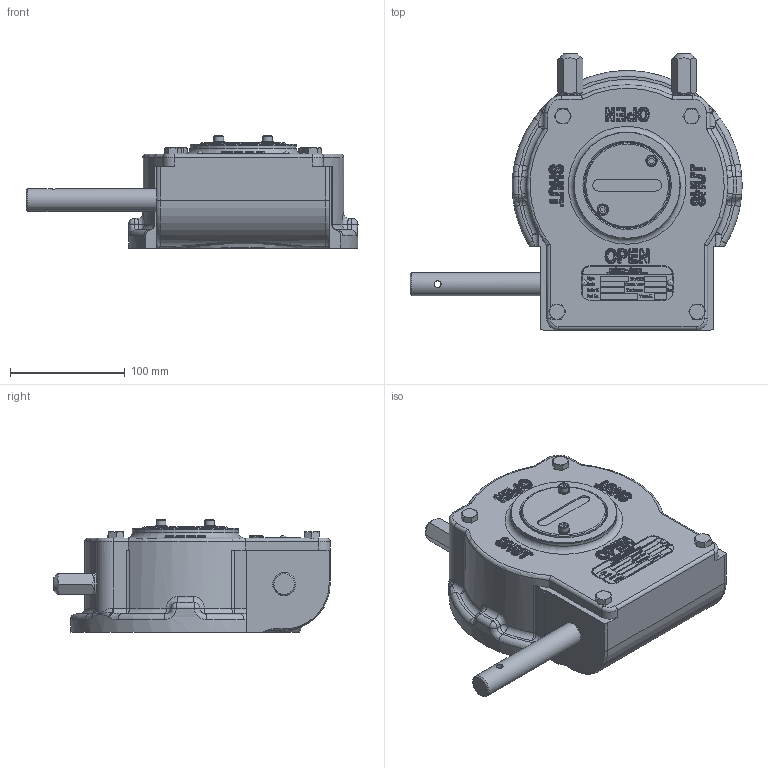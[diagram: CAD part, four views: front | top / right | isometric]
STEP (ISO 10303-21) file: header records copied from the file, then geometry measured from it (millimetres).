
FILE_DESCRIPTION(/* description */ ('Unknown'),/* implementation_level */ '2;1');
FILE_NAME(/* name */ 'AB880SS RH r01',/* time_stamp */ '2018-07-13T07:55:33+02:00',/* author */ ('Unknown'),/* organization */ ('Unknown'),/* preprocessor_version */ 'ST-DEVELOPER v16.7',/* originating_system */ 'DEX',/* authorisation */ $);
FILE_SCHEMA (('AUTOMOTIVE_DESIGN {1 0 10303 214 3 1 1}'));
Length unit declared in the file: millimetre
Products named in the file (1): AB880SS RH
Bounding box: 288.97 x 240.5 x 98.03 mm (x, y, z)
Volume: 2728391.6 mm3; surface area: 160478.6 mm2
Topology: 1 solids, 1 shells, 2178 faces, 5313 edges, 3246 vertices
Faces by surface type: plane 1194, cylinder 398, bspline 295, torus 139, sphere 116, cone 36
Full cylindrical faces by diameter (mm): 2.9 x2, 5 x2, 5.7 x2, 6 x3, 6.7 x2, 8.5 x2, 10 x2, 16 x1, 20 x1, 24 x2, 25 x2, 72.1 x1, 72.15 x1, 72.46 x2, 74 x2, 75 x2, 92.5 x1
Entity records: 91015 total; most frequent: CARTESIAN_POINT 27985, ORIENTED_EDGE 10172, DIRECTION 8922, EDGE_CURVE 5086, VERTEX_POINT 3218, LINE 3014, VECTOR 3014, AXIS2_PLACEMENT_3D 2954
